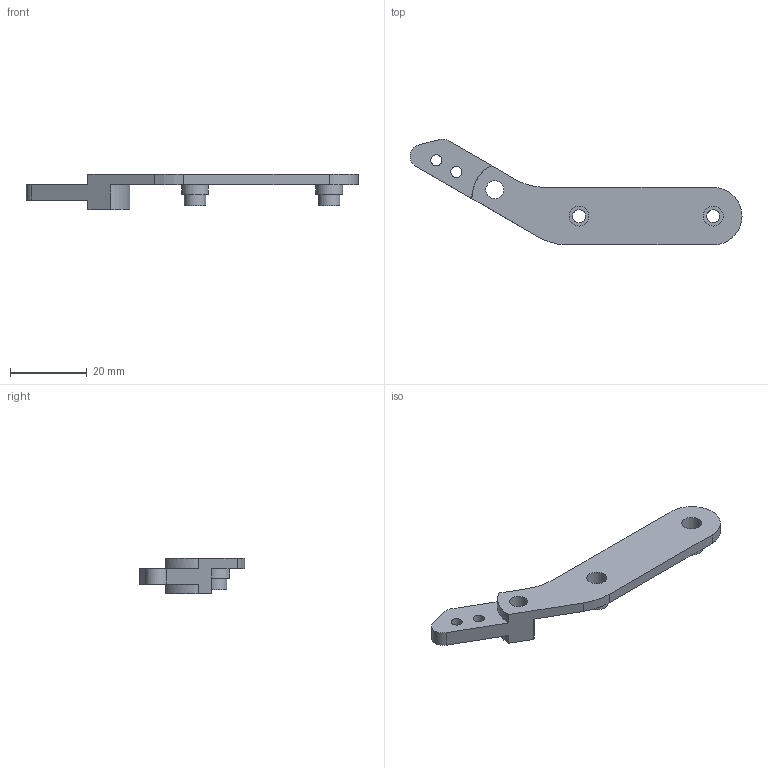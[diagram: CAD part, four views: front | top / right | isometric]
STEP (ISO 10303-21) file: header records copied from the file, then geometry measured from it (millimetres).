
FILE_DESCRIPTION(/* description */ (''),/* implementation_level */ '2;1');
FILE_NAME(/* name */ 'L_distal_tip_back.step',/* time_stamp */ '2024-03-18T13:26:26+09:00',/* author */ (''),/* organization */ (''),/* preprocessor_version */ 'ST-DEVELOPER v20',/* originating_system */ 'Autodesk Translation Framework v12.20.1.177',/* authorisation */ '');
FILE_SCHEMA (('AUTOMOTIVE_DESIGN { 1 0 10303 214 3 1 1 }'));
Length unit declared in the file: millimetre
Products named in the file (1): L_distal_tip_back
Bounding box: 86.6 x 27.61 x 9.2 mm (x, y, z)
Volume: 3647.6 mm3; surface area: 3596.1 mm2
Topology: 1 solids, 1 shells, 35 faces, 81 edges, 54 vertices
Faces by surface type: cylinder 16, plane 16, bspline 3
Full cylindrical faces by diameter (mm): 2.9 x2, 3.4 x2, 4.7 x1, 5.2 x2, 5.6 x2, 7 x2
Entity records: 1069 total; most frequent: CARTESIAN_POINT 186, DIRECTION 185, ORIENTED_EDGE 162, EDGE_CURVE 81, AXIS2_PLACEMENT_3D 71, VERTEX_POINT 54, EDGE_LOOP 51, LINE 43
